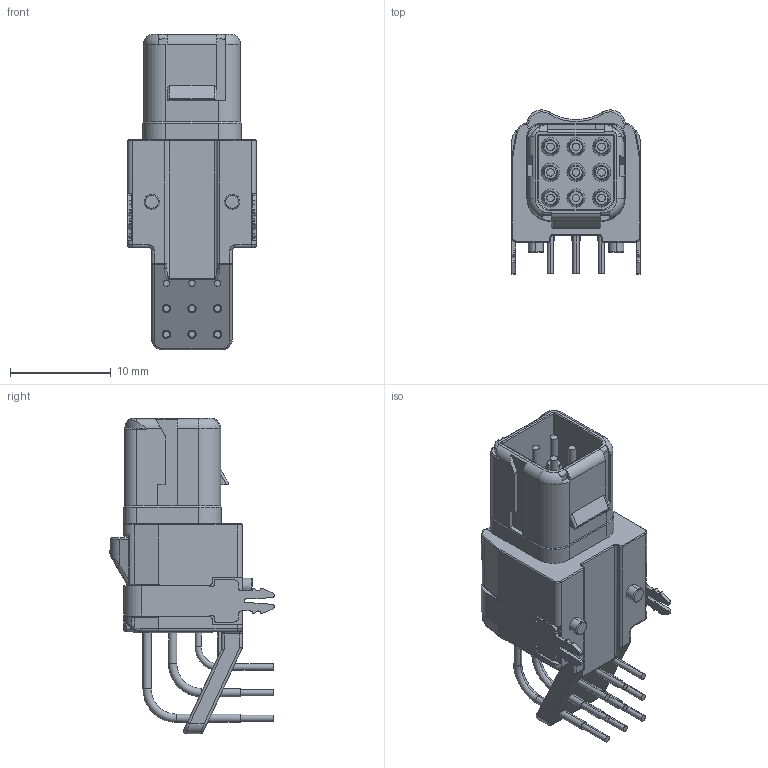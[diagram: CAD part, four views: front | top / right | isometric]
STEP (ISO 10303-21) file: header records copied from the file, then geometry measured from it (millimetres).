
FILE_DESCRIPTION((''),'2;1');
FILE_NAME('C-YD369-G99-AP400000','2017-04-03T',('workeradm'),('Tyco Electronics Ltd.'),'CREO PARAMETRIC BY PTC INC, 2016050','CREO PARAMETRIC BY PTC INC, 2016050','');
FILE_SCHEMA(('AUTOMOTIVE_DESIGN { 1 0 10303 214 1 1 1 1 }'));
Length unit declared in the file: millimetre
Products named in the file (1): C-YD369-G99-AP400000
Bounding box: 12.8 x 16.3 x 31.33 mm (x, y, z)
Volume: 2399.3 mm3; surface area: 2185.5 mm2
Topology: 1 solids, 1 shells, 704 faces, 1798 edges, 1121 vertices
Faces by surface type: cylinder 293, plane 247, torus 88, bspline 36, cone 22, sphere 18
Entity records: 32150 total; most frequent: CARTESIAN_POINT 9595, DIRECTION 3641, ORIENTED_EDGE 3596, PRESENTATION_STYLE_ASSIGNMENT 1799, STYLED_ITEM 1799, CURVE_STYLE 1798, EDGE_CURVE 1798, AXIS2_PLACEMENT_3D 1384
